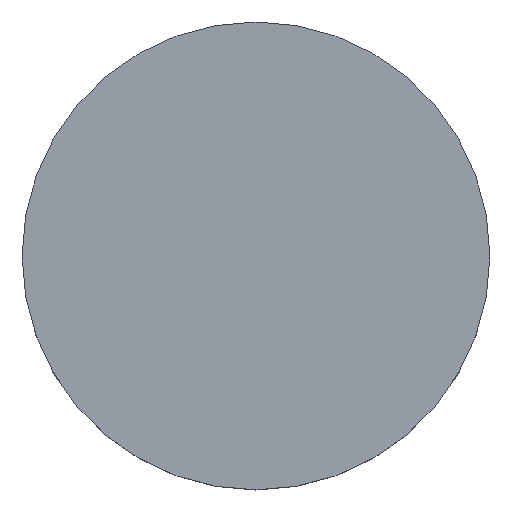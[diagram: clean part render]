
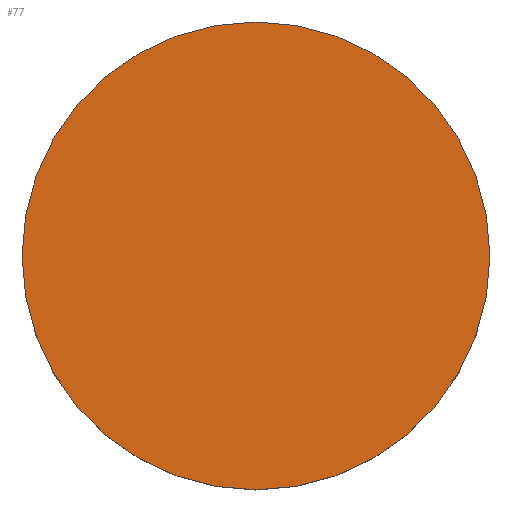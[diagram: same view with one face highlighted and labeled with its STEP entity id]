
A CAD part, top view. The second image highlights one B-rep face of the part: STEP entity #77.
In plain terms, the highlighted planar face has unit normal (0, 0, 1).
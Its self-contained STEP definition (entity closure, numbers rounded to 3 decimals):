
#42 = VERTEX_POINT('',#43);
#43 = CARTESIAN_POINT('',(15.15,0.,5.5));
#49 = EDGE_CURVE('',#42,#42,#50,.T.);
#50 = CIRCLE('',#51,15.15);
#51 = AXIS2_PLACEMENT_3D('',#52,#53,#54);
#52 = CARTESIAN_POINT('',(0.,0.,5.5));
#53 = DIRECTION('',(0.,0.,1.));
#54 = DIRECTION('',(1.,0.,0.));
#77 = ADVANCED_FACE('',(#78),#81,.T.);
#78 = FACE_BOUND('',#79,.T.);
#79 = EDGE_LOOP('',(#80));
#80 = ORIENTED_EDGE('',*,*,#49,.T.);
#81 = PLANE('',#82);
#82 = AXIS2_PLACEMENT_3D('',#83,#84,#85);
#83 = CARTESIAN_POINT('',(0.,0.,5.5));
#84 = DIRECTION('',(0.,0.,1.));
#85 = DIRECTION('',(1.,0.,0.));
